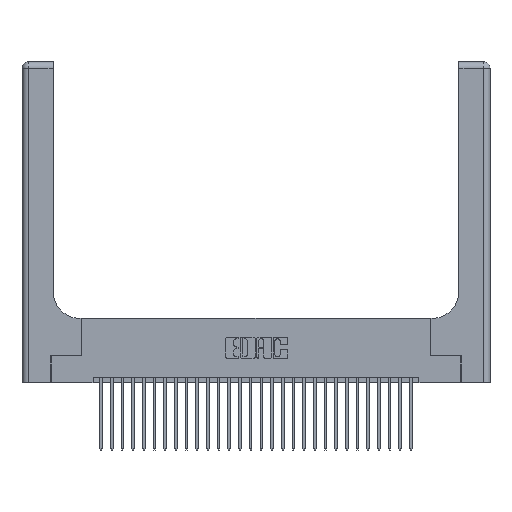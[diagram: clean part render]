
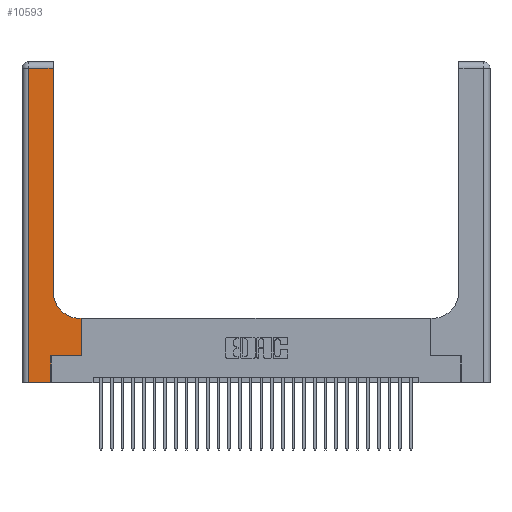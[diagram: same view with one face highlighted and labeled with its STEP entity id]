
A CAD part, top view. The second image highlights one B-rep face of the part: STEP entity #10593.
In plain terms, the highlighted planar face has unit normal (0, 0, 1).
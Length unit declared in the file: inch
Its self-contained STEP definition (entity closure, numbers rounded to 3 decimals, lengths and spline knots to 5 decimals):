
#94 = DIRECTION ( 'NONE',  ( -1., 0., 0. ) ) ;
#1163 = CARTESIAN_POINT ( 'NONE',  ( 0.5585, 0.25, 0.37 ) ) ;
#1294 = DIRECTION ( 'NONE',  ( 0., 1., 0. ) ) ;
#1550 = ORIENTED_EDGE ( 'NONE', *, *, #20951, .T. ) ;
#1998 = LINE ( 'NONE', #1163, #20139 ) ;
#3528 = DIRECTION ( 'NONE',  ( 0., 1., 0. ) ) ;
#3673 = CARTESIAN_POINT ( 'NONE',  ( 0., 3., 0.37 ) ) ;
#3817 = ORIENTED_EDGE ( 'NONE', *, *, #24502, .T. ) ;
#3868 = LINE ( 'NONE', #7529, #28817 ) ;
#4141 = EDGE_CURVE ( 'NONE', #5944, #7760, #19828, .T. ) ;
#4241 = ORIENTED_EDGE ( 'NONE', *, *, #4281, .T. ) ;
#4250 = VECTOR ( 'NONE', #21271, 39.37008 ) ;
#4281 = EDGE_CURVE ( 'NONE', #14846, #4448, #3868, .T. ) ;
#4448 = VERTEX_POINT ( 'NONE', #10443 ) ;
#4497 = DIRECTION ( 'NONE',  ( 1., 0., 0. ) ) ;
#5944 = VERTEX_POINT ( 'NONE', #27334 ) ;
#6074 = DIRECTION ( 'NONE',  ( -1., 0., 0. ) ) ;
#6184 = ORIENTED_EDGE ( 'NONE', *, *, #4141, .T. ) ;
#6518 = FACE_OUTER_BOUND ( 'NONE', #18191, .T. ) ;
#7076 = ORIENTED_EDGE ( 'NONE', *, *, #18400, .T. ) ;
#7084 = CARTESIAN_POINT ( 'NONE',  ( 0.5415, 0.6, 0.37 ) ) ;
#7094 = ORIENTED_EDGE ( 'NONE', *, *, #12897, .T. ) ;
#7529 = CARTESIAN_POINT ( 'NONE',  ( 0.2915, 3., 0.37 ) ) ;
#7713 = AXIS2_PLACEMENT_3D ( 'NONE', #26481, #12493, #28778 ) ;
#7760 = VERTEX_POINT ( 'NONE', #13472 ) ;
#9419 = CARTESIAN_POINT ( 'NONE',  ( 0.269, 0.25, 0.37 ) ) ;
#10443 = CARTESIAN_POINT ( 'NONE',  ( 0.2915, 2.94, 0.37 ) ) ;
#10593 = ADVANCED_FACE ( 'NONE', ( #6518 ), #15485, .F. ) ;
#10598 = EDGE_CURVE ( 'NONE', #26872, #5944, #25290, .T. ) ;
#10840 = VECTOR ( 'NONE', #94, 39.37008 ) ;
#12114 = DIRECTION ( 'NONE',  ( 1., 0., 0. ) ) ;
#12493 = DIRECTION ( 'NONE',  ( 0., 0., -1. ) ) ;
#12897 = EDGE_CURVE ( 'NONE', #28388, #30038, #20198, .T. ) ;
#13210 = VECTOR ( 'NONE', #22526, 39.37008 ) ;
#13215 = EDGE_CURVE ( 'NONE', #4448, #28388, #28455, .T. ) ;
#13332 = ORIENTED_EDGE ( 'NONE', *, *, #27668, .T. ) ;
#13472 = CARTESIAN_POINT ( 'NONE',  ( 0.5585, 0.25, 0.37 ) ) ;
#13854 = VERTEX_POINT ( 'NONE', #27274 ) ;
#14846 = VERTEX_POINT ( 'NONE', #19114 ) ;
#14986 = AXIS2_PLACEMENT_3D ( 'NONE', #3673, #20222, #6074 ) ;
#15485 = PLANE ( 'NONE',  #14986 ) ;
#16549 = CARTESIAN_POINT ( 'NONE',  ( 0., 2.94, 0.37 ) ) ;
#16686 = CARTESIAN_POINT ( 'NONE',  ( 0.06, 0., 0.37 ) ) ;
#17069 = LINE ( 'NONE', #23605, #10840 ) ;
#18191 = EDGE_LOOP ( 'NONE', ( #4241, #19386, #7094, #13332, #29628, #6184, #7076, #1550, #3817 ) ) ;
#18400 = EDGE_CURVE ( 'NONE', #7760, #13854, #1998, .T. ) ;
#19079 = VECTOR ( 'NONE', #1294, 39.37008 ) ;
#19114 = CARTESIAN_POINT ( 'NONE',  ( 0.2915, 0.85, 0.37 ) ) ;
#19386 = ORIENTED_EDGE ( 'NONE', *, *, #13215, .T. ) ;
#19828 = LINE ( 'NONE', #9419, #28145 ) ;
#20139 = VECTOR ( 'NONE', #3528, 39.37008 ) ;
#20180 = CARTESIAN_POINT ( 'NONE',  ( 0.06, 3., 0.37 ) ) ;
#20198 = LINE ( 'NONE', #20180, #13210 ) ;
#20222 = DIRECTION ( 'NONE',  ( 0., 0., -1. ) ) ;
#20795 = CARTESIAN_POINT ( 'NONE',  ( 0.269, 0., 0.37 ) ) ;
#20951 = EDGE_CURVE ( 'NONE', #13854, #26335, #17069, .T. ) ;
#21271 = DIRECTION ( 'NONE',  ( -1., 0., 0. ) ) ;
#22526 = DIRECTION ( 'NONE',  ( 0., -1., 0. ) ) ;
#22572 = CARTESIAN_POINT ( 'NONE',  ( 0.269, 0., 0.37 ) ) ;
#23605 = CARTESIAN_POINT ( 'NONE',  ( 0.2915, 0.6, 0.37 ) ) ;
#23785 = CARTESIAN_POINT ( 'NONE',  ( 0., 0., 0.37 ) ) ;
#23971 = DIRECTION ( 'NONE',  ( 0., 1., 0. ) ) ;
#24502 = EDGE_CURVE ( 'NONE', #26335, #14846, #28186, .T. ) ;
#25290 = LINE ( 'NONE', #22572, #19079 ) ;
#26335 = VERTEX_POINT ( 'NONE', #7084 ) ;
#26457 = CARTESIAN_POINT ( 'NONE',  ( 0.06, 2.94, 0.37 ) ) ;
#26481 = CARTESIAN_POINT ( 'NONE',  ( 0.5415, 0.85, 0.37 ) ) ;
#26872 = VERTEX_POINT ( 'NONE', #20795 ) ;
#27274 = CARTESIAN_POINT ( 'NONE',  ( 0.5585, 0.6, 0.37 ) ) ;
#27334 = CARTESIAN_POINT ( 'NONE',  ( 0.269, 0.25, 0.37 ) ) ;
#27668 = EDGE_CURVE ( 'NONE', #30038, #26872, #28387, .T. ) ;
#27689 = VECTOR ( 'NONE', #12114, 39.37008 ) ;
#28145 = VECTOR ( 'NONE', #4497, 39.37008 ) ;
#28186 = CIRCLE ( 'NONE', #7713, 0.25 ) ;
#28387 = LINE ( 'NONE', #23785, #27689 ) ;
#28388 = VERTEX_POINT ( 'NONE', #26457 ) ;
#28455 = LINE ( 'NONE', #16549, #4250 ) ;
#28778 = DIRECTION ( 'NONE',  ( 1., 0., 0. ) ) ;
#28817 = VECTOR ( 'NONE', #23971, 39.37008 ) ;
#29628 = ORIENTED_EDGE ( 'NONE', *, *, #10598, .T. ) ;
#30038 = VERTEX_POINT ( 'NONE', #16686 ) ;
